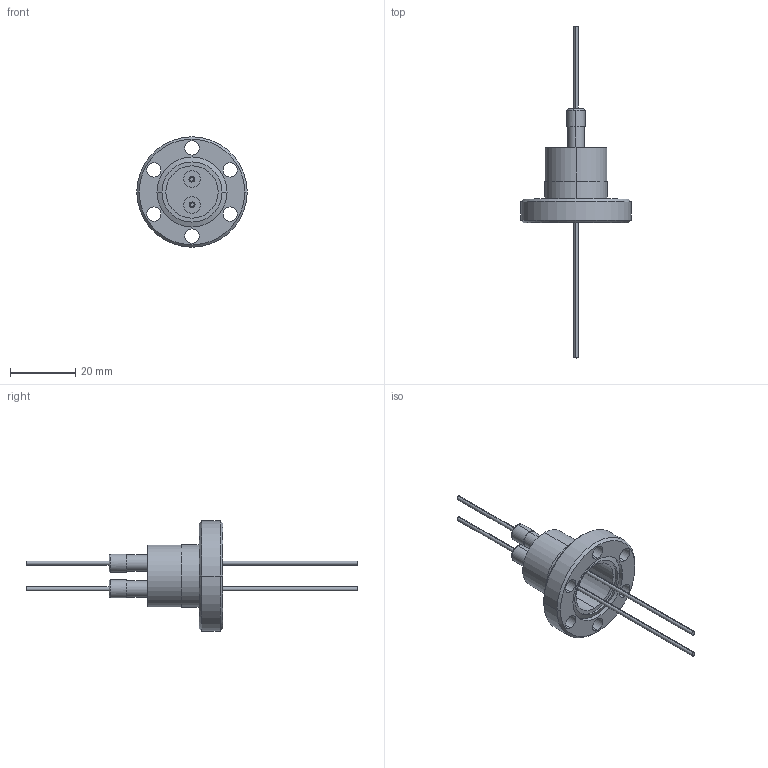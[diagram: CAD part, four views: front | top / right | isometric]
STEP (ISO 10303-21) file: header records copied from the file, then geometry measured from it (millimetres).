
FILE_DESCRIPTION (( 'STEP AP203' ), '1' );
FILE_NAME ('A0269-1-CF.STEP', '2013-05-28T11:47:27', ( '' ), ( '' ), 'SwSTEP 2.0', 'SolidWorks 2012', '' );
FILE_SCHEMA (( 'CONFIG_CONTROL_DESIGN' ));
Length unit declared in the file: inch
Products named in the file (1): A0269-1-CF
Bounding box: 33.78 x 101.6 x 33.78 mm (x, y, z)
Volume: 6300.9 mm3; surface area: 6974.5 mm2
Topology: 1 solids, 1 shells, 97 faces, 208 edges, 132 vertices
Faces by surface type: cylinder 58, plane 21, cone 14, bspline 4
Entity records: 2821 total; most frequent: DIRECTION 524, CARTESIAN_POINT 510, ORIENTED_EDGE 416, AXIS2_PLACEMENT_3D 226, EDGE_CURVE 208, CIRCLE 132, VERTEX_POINT 132, EDGE_LOOP 128
